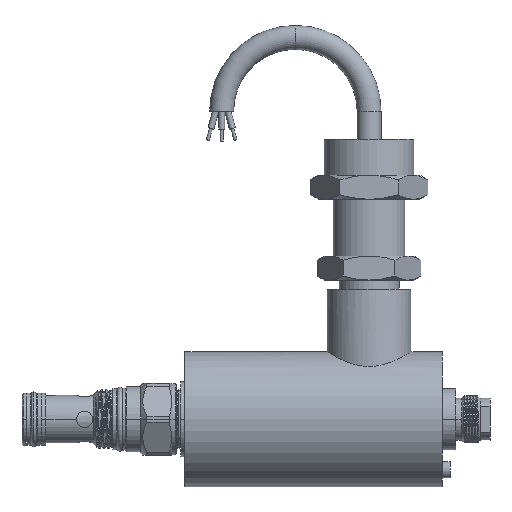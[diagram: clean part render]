
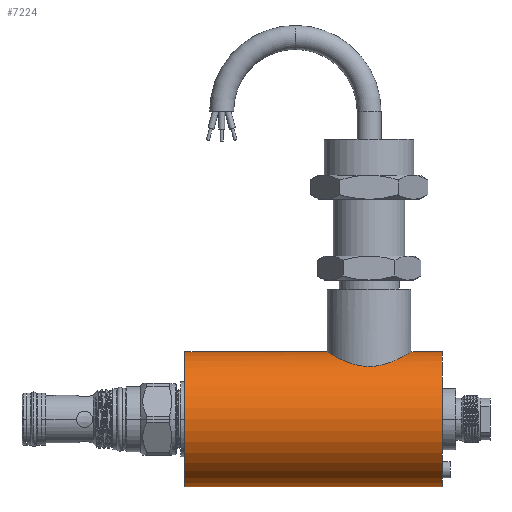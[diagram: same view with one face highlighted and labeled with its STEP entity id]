
A CAD part, front view. The second image highlights one B-rep face of the part: STEP entity #7224.
In plain terms, the highlighted cylindrical face has radius 22.5 mm (diameter 45 mm), a partial arc.
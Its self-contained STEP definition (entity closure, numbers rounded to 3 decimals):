
#166 = CARTESIAN_POINT ( 'NONE',  ( 91., 0., 22.5 ) ) ;
#209 = CARTESIAN_POINT ( 'NONE',  ( 67.768, -10.534, 19.884 ) ) ;
#256 = CARTESIAN_POINT ( 'NONE',  ( 74.669, -13.813, 17.762 ) ) ;
#347 = CARTESIAN_POINT ( 'NONE',  ( 69.557, -11.866, 19.119 ) ) ;
#648 = FACE_OUTER_BOUND ( 'NONE', #4403, .T. ) ;
#657 = CARTESIAN_POINT ( 'NONE',  ( 15.5, 0., 0. ) ) ;
#1021 = AXIS2_PLACEMENT_3D ( 'NONE', #657, #4664, #8561 ) ;
#1145 = EDGE_CURVE ( 'NONE', #12456, #3822, #6575, .T. ) ;
#1154 = CARTESIAN_POINT ( 'NONE',  ( 91., -0.944, 22.5 ) ) ;
#1193 = CARTESIAN_POINT ( 'NONE',  ( 65.918, -8.602, 20.806 ) ) ;
#1240 = CARTESIAN_POINT ( 'NONE',  ( 90.072, -5.033, 21.934 ) ) ;
#1330 = CARTESIAN_POINT ( 'NONE',  ( 67.434, -10.232, 20.042 ) ) ;
#1376 = CARTESIAN_POINT ( 'NONE',  ( 86.564, -10.233, 20.041 ) ) ;
#1392 = CARTESIAN_POINT ( 'NONE',  ( 63., 0., 22.5 ) ) ;
#1514 = DIRECTION ( 'NONE',  ( 0., 0., 1. ) ) ;
#1942 = CARTESIAN_POINT ( 'NONE',  ( 101.5, 0., -22.5 ) ) ;
#1957 = CARTESIAN_POINT ( 'NONE',  ( 15.5, 0., 0. ) ) ;
#2197 = CARTESIAN_POINT ( 'NONE',  ( 73.288, -13.532, 17.978 ) ) ;
#2286 = CARTESIAN_POINT ( 'NONE',  ( 64.925, -7.1, 21.354 ) ) ;
#2330 = CARTESIAN_POINT ( 'NONE',  ( 77.947, -13.976, 17.633 ) ) ;
#2355 = B_SPLINE_CURVE_WITH_KNOTS ( 'NONE', 3,
 ( #166, #1154, #6130, #11064, #8281, #12212, #1240, #7172, #12295, #9153, #9290, #7306, #7349, #1376, #8322, #4294, #5171, #12166, #12252, #6311, #12115, #3390, #6218, #11207, #5309, #2330, #3303, #10252, #2377, #8152, #256, #2197, #11300, #9329, #6169, #11260, #347, #10336, #4387, #209, #1330, #3348, #1193, #10300, #2286, #7219, #3211, #4204, #4340, #11157, #9246, #5349, #8189, #6353 ),
 .UNSPECIFIED., .F., .F.,
 ( 4, 2, 2, 2, 2, 2, 2, 2, 2, 2, 2, 2, 2, 2, 2, 2, 2, 2, 2, 2, 2, 2, 2, 2, 2, 2, 4 ),
 ( 0.045, 0.048, 0.049, 0.051, 0.052, 0.053, 0.056, 0.058, 0.059, 0.062, 0.063, 0.065, 0.066, 0.067, 0.069, 0.07, 0.073, 0.075, 0.076, 0.077, 0.079, 0.082, 0.083, 0.084, 0.087, 0.089, 0.09 ),
 .UNSPECIFIED. ) ;
#2377 = CARTESIAN_POINT ( 'NONE',  ( 76.069, -13.977, 17.632 ) ) ;
#2380 = AXIS2_PLACEMENT_3D ( 'NONE', #1957, #7976, #2849 ) ;
#2481 = CARTESIAN_POINT ( 'NONE',  ( 101.5, 0., 0. ) ) ;
#2822 = LINE ( 'NONE', #2837, #11054 ) ;
#2837 = CARTESIAN_POINT ( 'NONE',  ( 15.5, 0., 22.5 ) ) ;
#2849 = DIRECTION ( 'NONE',  ( 0., 0., 1. ) ) ;
#2923 = CIRCLE ( 'NONE', #1021, 22.5 ) ;
#3211 = CARTESIAN_POINT ( 'NONE',  ( 64.287, -5.881, 21.722 ) ) ;
#3303 = CARTESIAN_POINT ( 'NONE',  ( 77.476, -14., 17.614 ) ) ;
#3311 = CARTESIAN_POINT ( 'NONE',  ( 15.5, 0., -22.5 ) ) ;
#3348 = CARTESIAN_POINT ( 'NONE',  ( 66.485, -9.286, 20.506 ) ) ;
#3390 = CARTESIAN_POINT ( 'NONE',  ( 80.715, -13.506, 17.996 ) ) ;
#3643 = DIRECTION ( 'NONE',  ( 1., 0., 0. ) ) ;
#3822 = VERTEX_POINT ( 'NONE', #1942 ) ;
#3924 = CYLINDRICAL_SURFACE ( 'NONE', #2380, 22.5 ) ;
#4115 = VERTEX_POINT ( 'NONE', #1392 ) ;
#4204 = CARTESIAN_POINT ( 'NONE',  ( 63.751, -4.617, 22.038 ) ) ;
#4294 = CARTESIAN_POINT ( 'NONE',  ( 85.541, -11.101, 19.573 ) ) ;
#4340 = CARTESIAN_POINT ( 'NONE',  ( 63.476, -3.739, 22.206 ) ) ;
#4387 = CARTESIAN_POINT ( 'NONE',  ( 68.458, -11.101, 19.573 ) ) ;
#4403 = EDGE_LOOP ( 'NONE', ( #4650, #10725, #9990, #10608, #12575, #7524 ) ) ;
#4650 = ORIENTED_EDGE ( 'NONE', *, *, #11155, .F. ) ;
#4664 = DIRECTION ( 'NONE',  ( -1., 0., 0. ) ) ;
#5171 = CARTESIAN_POINT ( 'NONE',  ( 85.185, -11.367, 19.42 ) ) ;
#5309 = CARTESIAN_POINT ( 'NONE',  ( 78.892, -13.88, 17.709 ) ) ;
#5349 = CARTESIAN_POINT ( 'NONE',  ( 63.024, -0.952, 22.485 ) ) ;
#5677 = CARTESIAN_POINT ( 'NONE',  ( 15.5, 0., 22.5 ) ) ;
#6130 = CARTESIAN_POINT ( 'NONE',  ( 90.905, -1.876, 22.441 ) ) ;
#6169 = CARTESIAN_POINT ( 'NONE',  ( 70.734, -12.528, 18.691 ) ) ;
#6218 = CARTESIAN_POINT ( 'NONE',  ( 80.268, -13.621, 17.909 ) ) ;
#6278 = VERTEX_POINT ( 'NONE', #9387 ) ;
#6311 = CARTESIAN_POINT ( 'NONE',  ( 82.026, -13.075, 18.313 ) ) ;
#6318 = DIRECTION ( 'NONE',  ( 1., 0., 0. ) ) ;
#6353 = CARTESIAN_POINT ( 'NONE',  ( 63., 0., 22.5 ) ) ;
#6356 = VERTEX_POINT ( 'NONE', #10563 ) ;
#6542 = DIRECTION ( 'NONE',  ( 1., 0., 0. ) ) ;
#6575 = LINE ( 'NONE', #3311, #11227 ) ;
#6770 = CARTESIAN_POINT ( 'NONE',  ( 15.5, 0., -22.5 ) ) ;
#7172 = CARTESIAN_POINT ( 'NONE',  ( 89.715, -5.877, 21.723 ) ) ;
#7219 = CARTESIAN_POINT ( 'NONE',  ( 64.487, -6.295, 21.606 ) ) ;
#7224 = ADVANCED_FACE ( 'NONE', ( #648 ), #3924, .T. ) ;
#7306 = CARTESIAN_POINT ( 'NONE',  ( 88.083, -8.602, 20.806 ) ) ;
#7349 = CARTESIAN_POINT ( 'NONE',  ( 87.514, -9.288, 20.506 ) ) ;
#7499 = VERTEX_POINT ( 'NONE', #12493 ) ;
#7524 = ORIENTED_EDGE ( 'NONE', *, *, #7863, .F. ) ;
#7863 = EDGE_CURVE ( 'NONE', #6356, #4115, #2822, .T. ) ;
#7976 = DIRECTION ( 'NONE',  ( 1., 0., 0. ) ) ;
#8152 = CARTESIAN_POINT ( 'NONE',  ( 75.136, -13.883, 17.706 ) ) ;
#8189 = CARTESIAN_POINT ( 'NONE',  ( 63., -0.475, 22.5 ) ) ;
#8281 = CARTESIAN_POINT ( 'NONE',  ( 90.507, -3.712, 22.196 ) ) ;
#8322 = CARTESIAN_POINT ( 'NONE',  ( 86.231, -10.535, 19.884 ) ) ;
#8512 = EDGE_CURVE ( 'NONE', #7499, #4115, #2355, .T. ) ;
#8561 = DIRECTION ( 'NONE',  ( 0., 0., -1. ) ) ;
#8986 = VECTOR ( 'NONE', #3643, 1000. ) ;
#9153 = CARTESIAN_POINT ( 'NONE',  ( 89.08, -7.091, 21.358 ) ) ;
#9246 = CARTESIAN_POINT ( 'NONE',  ( 63.121, -1.898, 22.425 ) ) ;
#9273 = AXIS2_PLACEMENT_3D ( 'NONE', #2481, #6542, #1514 ) ;
#9290 = CARTESIAN_POINT ( 'NONE',  ( 88.842, -7.482, 21.223 ) ) ;
#9329 = CARTESIAN_POINT ( 'NONE',  ( 71.147, -12.726, 18.556 ) ) ;
#9387 = CARTESIAN_POINT ( 'NONE',  ( 101.5, 0., 22.5 ) ) ;
#9990 = ORIENTED_EDGE ( 'NONE', *, *, #11612, .F. ) ;
#10252 = CARTESIAN_POINT ( 'NONE',  ( 76.537, -14., 17.614 ) ) ;
#10300 = CARTESIAN_POINT ( 'NONE',  ( 65.161, -7.487, 21.222 ) ) ;
#10336 = CARTESIAN_POINT ( 'NONE',  ( 68.816, -11.367, 19.419 ) ) ;
#10563 = CARTESIAN_POINT ( 'NONE',  ( 15.5, 0., 22.5 ) ) ;
#10608 = ORIENTED_EDGE ( 'NONE', *, *, #10852, .F. ) ;
#10725 = ORIENTED_EDGE ( 'NONE', *, *, #1145, .T. ) ;
#10852 = EDGE_CURVE ( 'NONE', #7499, #6278, #11646, .T. ) ;
#11054 = VECTOR ( 'NONE', #12741, 1000. ) ;
#11064 = CARTESIAN_POINT ( 'NONE',  ( 90.625, -3.254, 22.268 ) ) ;
#11155 = EDGE_CURVE ( 'NONE', #12456, #6356, #2923, .T. ) ;
#11157 = CARTESIAN_POINT ( 'NONE',  ( 63.194, -2.367, 22.38 ) ) ;
#11167 = CIRCLE ( 'NONE', #9273, 22.5 ) ;
#11207 = CARTESIAN_POINT ( 'NONE',  ( 79.357, -13.808, 17.765 ) ) ;
#11227 = VECTOR ( 'NONE', #6318, 1000. ) ;
#11260 = CARTESIAN_POINT ( 'NONE',  ( 69.94, -12.098, 18.972 ) ) ;
#11300 = CARTESIAN_POINT ( 'NONE',  ( 72.41, -13.258, 18.184 ) ) ;
#11612 = EDGE_CURVE ( 'NONE', #6278, #3822, #11167, .T. ) ;
#11646 = LINE ( 'NONE', #5677, #8986 ) ;
#12115 = CARTESIAN_POINT ( 'NONE',  ( 81.593, -13.233, 18.198 ) ) ;
#12166 = CARTESIAN_POINT ( 'NONE',  ( 84.079, -12.111, 18.971 ) ) ;
#12212 = CARTESIAN_POINT ( 'NONE',  ( 90.231, -4.6, 22.029 ) ) ;
#12252 = CARTESIAN_POINT ( 'NONE',  ( 83.293, -12.54, 18.687 ) ) ;
#12295 = CARTESIAN_POINT ( 'NONE',  ( 89.516, -6.289, 21.607 ) ) ;
#12456 = VERTEX_POINT ( 'NONE', #6770 ) ;
#12493 = CARTESIAN_POINT ( 'NONE',  ( 91., 0., 22.5 ) ) ;
#12575 = ORIENTED_EDGE ( 'NONE', *, *, #8512, .T. ) ;
#12741 = DIRECTION ( 'NONE',  ( 1., 0., 0. ) ) ;
